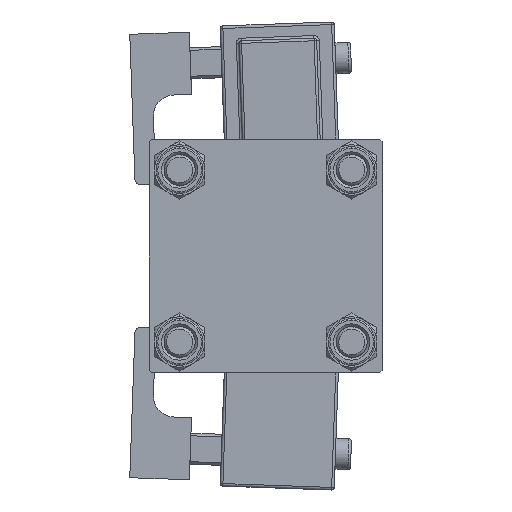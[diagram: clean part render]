
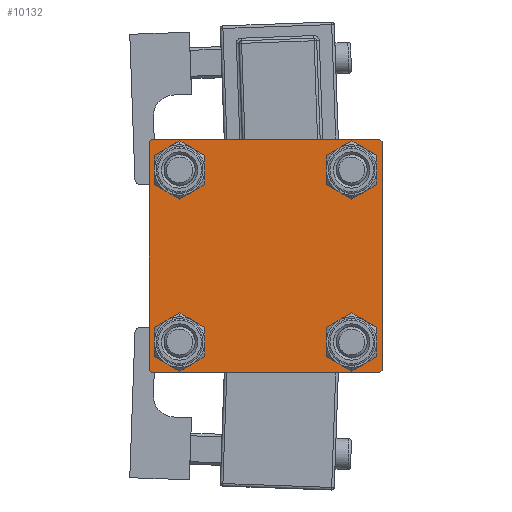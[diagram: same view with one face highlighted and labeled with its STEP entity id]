
A CAD part, left-side view. The second image highlights one B-rep face of the part: STEP entity #10132.
In plain terms, the highlighted planar face has unit normal (-1, 0, 0).
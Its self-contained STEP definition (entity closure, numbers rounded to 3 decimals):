
#807 = DIRECTION ( 'NONE',  ( 0., 0., 1. ) ) ;
#1272 = VERTEX_POINT ( 'NONE', #7194 ) ;
#1879 = LINE ( 'NONE', #18470, #37108 ) ;
#1935 = EDGE_CURVE ( 'NONE', #3996, #25360, #11886, .T. ) ;
#3410 = ORIENTED_EDGE ( 'NONE', *, *, #26334, .T. ) ;
#3418 = FACE_BOUND ( 'NONE', #30976, .T. ) ;
#3993 = AXIS2_PLACEMENT_3D ( 'NONE', #52309, #28378, #53116 ) ;
#3996 = VERTEX_POINT ( 'NONE', #13300 ) ;
#4054 = EDGE_LOOP ( 'NONE', ( #26547, #8376, #33401, #30818, #40995, #37188, #26823, #43042 ) ) ;
#4261 = CIRCLE ( 'NONE', #36372, 3.5 ) ;
#4529 = CARTESIAN_POINT ( 'NONE',  ( 0., -22.25, -22.25 ) ) ;
#5380 = CARTESIAN_POINT ( 'NONE',  ( 0., 22.5, -22.5 ) ) ;
#5801 = VERTEX_POINT ( 'NONE', #45337 ) ;
#5978 = DIRECTION ( 'NONE',  ( 0., 0., 1. ) ) ;
#6419 = LINE ( 'NONE', #13500, #29452 ) ;
#6599 = VERTEX_POINT ( 'NONE', #37203 ) ;
#6787 = ORIENTED_EDGE ( 'NONE', *, *, #20508, .T. ) ;
#7050 = VERTEX_POINT ( 'NONE', #41372 ) ;
#7194 = CARTESIAN_POINT ( 'NONE',  ( 0., -16.6, -13.1 ) ) ;
#7486 = FACE_BOUND ( 'NONE', #41785, .T. ) ;
#7518 = CARTESIAN_POINT ( 'NONE',  ( 0., -16.6, -20.1 ) ) ;
#7903 = CIRCLE ( 'NONE', #30497, 3.5 ) ;
#8058 = CARTESIAN_POINT ( 'NONE',  ( 0., 22.5, -22. ) ) ;
#8376 = ORIENTED_EDGE ( 'NONE', *, *, #21465, .T. ) ;
#9745 = CARTESIAN_POINT ( 'NONE',  ( 0., -16.6, -16.6 ) ) ;
#10132 = ADVANCED_FACE ( 'NONE', ( #7486, #20290, #53434, #3418, #32256 ), #48843, .T. ) ;
#10522 = EDGE_CURVE ( 'NONE', #13623, #1272, #17895, .T. ) ;
#10621 = ORIENTED_EDGE ( 'NONE', *, *, #19837, .T. ) ;
#11582 = CARTESIAN_POINT ( 'NONE',  ( 0., 0., 0. ) ) ;
#11727 = VERTEX_POINT ( 'NONE', #21772 ) ;
#11886 = LINE ( 'NONE', #4529, #43397 ) ;
#12743 = AXIS2_PLACEMENT_3D ( 'NONE', #18502, #51656, #35621 ) ;
#13300 = CARTESIAN_POINT ( 'NONE',  ( 0., -22., -22.5 ) ) ;
#13500 = CARTESIAN_POINT ( 'NONE',  ( 0., 22.25, -22.25 ) ) ;
#13623 = VERTEX_POINT ( 'NONE', #7518 ) ;
#13704 = EDGE_CURVE ( 'NONE', #42702, #6599, #45033, .T. ) ;
#13789 = DIRECTION ( 'NONE',  ( 0., -1., 0. ) ) ;
#14037 = EDGE_CURVE ( 'NONE', #15903, #16727, #36220, .T. ) ;
#15458 = CARTESIAN_POINT ( 'NONE',  ( 0., -22.5, 22. ) ) ;
#15720 = ORIENTED_EDGE ( 'NONE', *, *, #10522, .T. ) ;
#15903 = VERTEX_POINT ( 'NONE', #34568 ) ;
#16470 = CIRCLE ( 'NONE', #53811, 3.5 ) ;
#16521 = LINE ( 'NONE', #27315, #38313 ) ;
#16727 = VERTEX_POINT ( 'NONE', #35658 ) ;
#17183 = VECTOR ( 'NONE', #13789, 1000. ) ;
#17699 = CARTESIAN_POINT ( 'NONE',  ( 0., 22., 22.5 ) ) ;
#17895 = CIRCLE ( 'NONE', #3993, 3.5 ) ;
#17924 = DIRECTION ( 'NONE',  ( 1., 0., 0. ) ) ;
#18076 = CIRCLE ( 'NONE', #24200, 3.5 ) ;
#18148 = CARTESIAN_POINT ( 'NONE',  ( 0., 16.6, 16.6 ) ) ;
#18470 = CARTESIAN_POINT ( 'NONE',  ( 0., -22.5, 22.5 ) ) ;
#18502 = CARTESIAN_POINT ( 'NONE',  ( 0., -16.6, 16.6 ) ) ;
#18736 = DIRECTION ( 'NONE',  ( 0., 0., -1. ) ) ;
#19837 = EDGE_CURVE ( 'NONE', #42120, #11727, #18076, .T. ) ;
#20290 = FACE_BOUND ( 'NONE', #24199, .T. ) ;
#20508 = EDGE_CURVE ( 'NONE', #31422, #40677, #4261, .T. ) ;
#21465 = EDGE_CURVE ( 'NONE', #45980, #7050, #6419, .T. ) ;
#21593 = VECTOR ( 'NONE', #32428, 1000. ) ;
#21772 = CARTESIAN_POINT ( 'NONE',  ( 0., 16.6, -20.1 ) ) ;
#22209 = DIRECTION ( 'NONE',  ( 0., -0.707, -0.707 ) ) ;
#23466 = EDGE_CURVE ( 'NONE', #1272, #13623, #16470, .T. ) ;
#24181 = DIRECTION ( 'NONE',  ( 0., 0., 1. ) ) ;
#24199 = EDGE_LOOP ( 'NONE', ( #41499, #15720 ) ) ;
#24200 = AXIS2_PLACEMENT_3D ( 'NONE', #31547, #28006, #5978 ) ;
#24572 = CARTESIAN_POINT ( 'NONE',  ( 0., -16.6, 16.6 ) ) ;
#25360 = VERTEX_POINT ( 'NONE', #49527 ) ;
#26334 = EDGE_CURVE ( 'NONE', #40677, #31422, #7903, .T. ) ;
#26547 = ORIENTED_EDGE ( 'NONE', *, *, #37623, .T. ) ;
#26582 = DIRECTION ( 'NONE',  ( 0., 0., 1. ) ) ;
#26823 = ORIENTED_EDGE ( 'NONE', *, *, #44168, .F. ) ;
#26898 = VECTOR ( 'NONE', #46942, 1000. ) ;
#27315 = CARTESIAN_POINT ( 'NONE',  ( 0., 22.5, 22.5 ) ) ;
#27810 = CARTESIAN_POINT ( 'NONE',  ( 0., 16.6, 16.6 ) ) ;
#28006 = DIRECTION ( 'NONE',  ( 1., 0., 0. ) ) ;
#28378 = DIRECTION ( 'NONE',  ( 1., 0., 0. ) ) ;
#29139 = CARTESIAN_POINT ( 'NONE',  ( 0., 22.5, 22.5 ) ) ;
#29254 = DIRECTION ( 'NONE',  ( 0., 0.707, 0.707 ) ) ;
#29452 = VECTOR ( 'NONE', #22209, 1000. ) ;
#30380 = ORIENTED_EDGE ( 'NONE', *, *, #41415, .T. ) ;
#30497 = AXIS2_PLACEMENT_3D ( 'NONE', #18148, #34730, #26582 ) ;
#30818 = ORIENTED_EDGE ( 'NONE', *, *, #1935, .T. ) ;
#30976 = EDGE_LOOP ( 'NONE', ( #3410, #6787 ) ) ;
#31422 = VERTEX_POINT ( 'NONE', #50248 ) ;
#31451 = ORIENTED_EDGE ( 'NONE', *, *, #14037, .T. ) ;
#31547 = CARTESIAN_POINT ( 'NONE',  ( 0., 16.6, -16.6 ) ) ;
#32256 = FACE_OUTER_BOUND ( 'NONE', #4054, .T. ) ;
#32428 = DIRECTION ( 'NONE',  ( 0., 0., -1. ) ) ;
#32682 = EDGE_LOOP ( 'NONE', ( #10621, #44310 ) ) ;
#32688 = LINE ( 'NONE', #29139, #21593 ) ;
#32842 = CARTESIAN_POINT ( 'NONE',  ( 0., 16.6, 20.1 ) ) ;
#33032 = AXIS2_PLACEMENT_3D ( 'NONE', #24572, #37330, #33513 ) ;
#33401 = ORIENTED_EDGE ( 'NONE', *, *, #35965, .T. ) ;
#33513 = DIRECTION ( 'NONE',  ( 0., 0., 1. ) ) ;
#34568 = CARTESIAN_POINT ( 'NONE',  ( 0., -16.6, 13.1 ) ) ;
#34695 = LINE ( 'NONE', #43387, #26898 ) ;
#34730 = DIRECTION ( 'NONE',  ( 1., 0., 0. ) ) ;
#35071 = EDGE_CURVE ( 'NONE', #42702, #25360, #1879, .T. ) ;
#35621 = DIRECTION ( 'NONE',  ( 0., 0., 1. ) ) ;
#35658 = CARTESIAN_POINT ( 'NONE',  ( 0., -16.6, 20.1 ) ) ;
#35965 = EDGE_CURVE ( 'NONE', #7050, #3996, #42613, .T. ) ;
#36220 = CIRCLE ( 'NONE', #12743, 3.5 ) ;
#36372 = AXIS2_PLACEMENT_3D ( 'NONE', #27810, #36502, #53078 ) ;
#36502 = DIRECTION ( 'NONE',  ( 1., 0., 0. ) ) ;
#36604 = DIRECTION ( 'NONE',  ( -1., 0., 0. ) ) ;
#37108 = VECTOR ( 'NONE', #18736, 1000. ) ;
#37188 = ORIENTED_EDGE ( 'NONE', *, *, #13704, .T. ) ;
#37203 = CARTESIAN_POINT ( 'NONE',  ( 0., -22., 22.5 ) ) ;
#37330 = DIRECTION ( 'NONE',  ( 1., 0., 0. ) ) ;
#37623 = EDGE_CURVE ( 'NONE', #5801, #45980, #32688, .T. ) ;
#37711 = VERTEX_POINT ( 'NONE', #17699 ) ;
#38313 = VECTOR ( 'NONE', #47973, 1000. ) ;
#40677 = VERTEX_POINT ( 'NONE', #32842 ) ;
#40869 = EDGE_CURVE ( 'NONE', #37711, #5801, #34695, .T. ) ;
#40995 = ORIENTED_EDGE ( 'NONE', *, *, #35071, .F. ) ;
#41372 = CARTESIAN_POINT ( 'NONE',  ( 0., 22., -22.5 ) ) ;
#41415 = EDGE_CURVE ( 'NONE', #16727, #15903, #47775, .T. ) ;
#41433 = VECTOR ( 'NONE', #29254, 1000. ) ;
#41499 = ORIENTED_EDGE ( 'NONE', *, *, #23466, .T. ) ;
#41752 = CARTESIAN_POINT ( 'NONE',  ( 0., -22.25, 22.25 ) ) ;
#41785 = EDGE_LOOP ( 'NONE', ( #30380, #31451 ) ) ;
#42120 = VERTEX_POINT ( 'NONE', #53120 ) ;
#42613 = LINE ( 'NONE', #5380, #17183 ) ;
#42702 = VERTEX_POINT ( 'NONE', #15458 ) ;
#43042 = ORIENTED_EDGE ( 'NONE', *, *, #40869, .T. ) ;
#43387 = CARTESIAN_POINT ( 'NONE',  ( 0., 22.25, 22.25 ) ) ;
#43397 = VECTOR ( 'NONE', #45322, 1000. ) ;
#43925 = AXIS2_PLACEMENT_3D ( 'NONE', #11582, #36604, #53178 ) ;
#43976 = EDGE_CURVE ( 'NONE', #11727, #42120, #44392, .T. ) ;
#44168 = EDGE_CURVE ( 'NONE', #37711, #6599, #16521, .T. ) ;
#44310 = ORIENTED_EDGE ( 'NONE', *, *, #43976, .T. ) ;
#44392 = CIRCLE ( 'NONE', #53100, 3.5 ) ;
#44552 = CARTESIAN_POINT ( 'NONE',  ( 0., 16.6, -16.6 ) ) ;
#45033 = LINE ( 'NONE', #41752, #41433 ) ;
#45322 = DIRECTION ( 'NONE',  ( 0., -0.707, 0.707 ) ) ;
#45337 = CARTESIAN_POINT ( 'NONE',  ( 0., 22.5, 22. ) ) ;
#45980 = VERTEX_POINT ( 'NONE', #8058 ) ;
#46942 = DIRECTION ( 'NONE',  ( 0., 0.707, -0.707 ) ) ;
#47775 = CIRCLE ( 'NONE', #33032, 3.5 ) ;
#47973 = DIRECTION ( 'NONE',  ( 0., -1., 0. ) ) ;
#48843 = PLANE ( 'NONE',  #43925 ) ;
#49187 = DIRECTION ( 'NONE',  ( 1., 0., 0. ) ) ;
#49527 = CARTESIAN_POINT ( 'NONE',  ( 0., -22.5, -22. ) ) ;
#50248 = CARTESIAN_POINT ( 'NONE',  ( 0., 16.6, 13.1 ) ) ;
#51656 = DIRECTION ( 'NONE',  ( 1., 0., 0. ) ) ;
#52309 = CARTESIAN_POINT ( 'NONE',  ( 0., -16.6, -16.6 ) ) ;
#53078 = DIRECTION ( 'NONE',  ( 0., 0., 1. ) ) ;
#53100 = AXIS2_PLACEMENT_3D ( 'NONE', #44552, #49187, #24181 ) ;
#53116 = DIRECTION ( 'NONE',  ( 0., 0., 1. ) ) ;
#53120 = CARTESIAN_POINT ( 'NONE',  ( 0., 16.6, -13.1 ) ) ;
#53178 = DIRECTION ( 'NONE',  ( 0., 0., 1. ) ) ;
#53434 = FACE_BOUND ( 'NONE', #32682, .T. ) ;
#53811 = AXIS2_PLACEMENT_3D ( 'NONE', #9745, #17924, #807 ) ;
